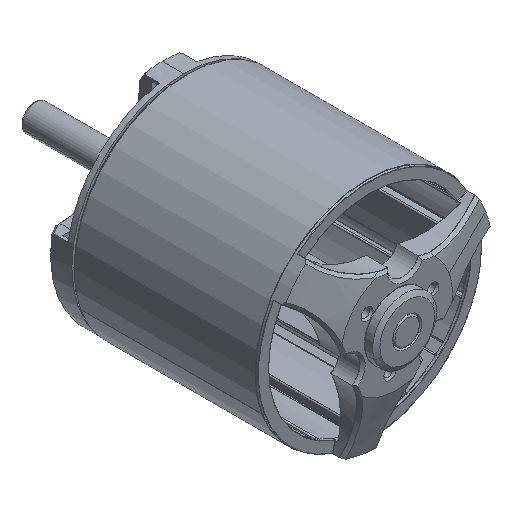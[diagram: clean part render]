
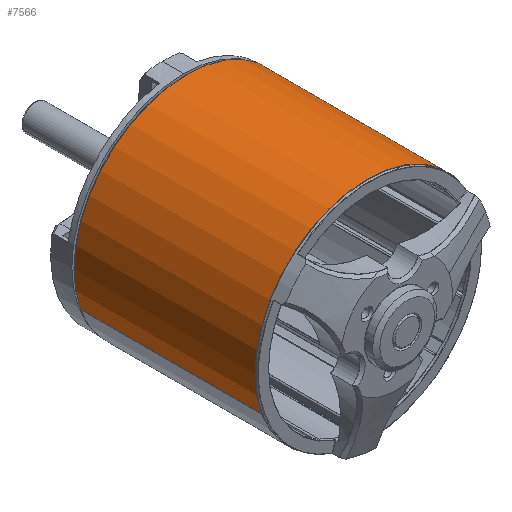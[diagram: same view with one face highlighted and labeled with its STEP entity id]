
A CAD part, isometric view. The second image highlights one B-rep face of the part: STEP entity #7566.
In plain terms, the highlighted cylindrical face has radius 21.1 mm (diameter 42.2 mm), a partial arc.
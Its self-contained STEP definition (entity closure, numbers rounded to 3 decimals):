
#720 = CARTESIAN_POINT ( 'NONE',  ( 0., 0., 0. ) ) ;
#1191 = VERTEX_POINT ( 'NONE', #8299 ) ;
#1337 = ORIENTED_EDGE ( 'NONE', *, *, #7949, .T. ) ;
#1725 = ORIENTED_EDGE ( 'NONE', *, *, #8890, .F. ) ;
#1803 = DIRECTION ( 'NONE',  ( 0., 1., 0. ) ) ;
#2121 = CARTESIAN_POINT ( 'NONE',  ( 0., 0., -21.1 ) ) ;
#2571 = DIRECTION ( 'NONE',  ( 0., 0., -1. ) ) ;
#3343 = ORIENTED_EDGE ( 'NONE', *, *, #13171, .F. ) ;
#3351 = CARTESIAN_POINT ( 'NONE',  ( 0., -94.18, 21.1 ) ) ;
#4130 = AXIS2_PLACEMENT_3D ( 'NONE', #720, #1803, #6995 ) ;
#4855 = DIRECTION ( 'NONE',  ( 0., 0., 1. ) ) ;
#4957 = CARTESIAN_POINT ( 'NONE',  ( 0., 0., 21.1 ) ) ;
#5188 = CYLINDRICAL_SURFACE ( 'NONE', #5684, 21.1 ) ;
#5684 = AXIS2_PLACEMENT_3D ( 'NONE', #13727, #11204, #4855 ) ;
#6136 = VERTEX_POINT ( 'NONE', #4957 ) ;
#6995 = DIRECTION ( 'NONE',  ( 0., 0., 1. ) ) ;
#7293 = AXIS2_PLACEMENT_3D ( 'NONE', #13710, #13776, #2571 ) ;
#7566 = ADVANCED_FACE ( 'NONE', ( #7689 ), #5188, .T. ) ;
#7689 = FACE_OUTER_BOUND ( 'NONE', #15058, .T. ) ;
#7949 = EDGE_CURVE ( 'NONE', #1191, #8053, #14513, .T. ) ;
#8053 = VERTEX_POINT ( 'NONE', #10504 ) ;
#8299 = CARTESIAN_POINT ( 'NONE',  ( 0., -34., -21.1 ) ) ;
#8890 = EDGE_CURVE ( 'NONE', #15156, #6136, #16442, .T. ) ;
#10316 = ORIENTED_EDGE ( 'NONE', *, *, #10763, .T. ) ;
#10393 = CARTESIAN_POINT ( 'NONE',  ( 0., -94.18, -21.1 ) ) ;
#10504 = CARTESIAN_POINT ( 'NONE',  ( 0., -34., 21.1 ) ) ;
#10763 = EDGE_CURVE ( 'NONE', #8053, #6136, #10792, .T. ) ;
#10792 = LINE ( 'NONE', #3351, #12745 ) ;
#11204 = DIRECTION ( 'NONE',  ( 0., 1., 0. ) ) ;
#11907 = LINE ( 'NONE', #10393, #16018 ) ;
#12385 = DIRECTION ( 'NONE',  ( 0., 1., 0. ) ) ;
#12745 = VECTOR ( 'NONE', #12385, 1000. ) ;
#13171 = EDGE_CURVE ( 'NONE', #1191, #15156, #11907, .T. ) ;
#13710 = CARTESIAN_POINT ( 'NONE',  ( 0., -34., 0. ) ) ;
#13727 = CARTESIAN_POINT ( 'NONE',  ( 0., -94.18, 0. ) ) ;
#13776 = DIRECTION ( 'NONE',  ( 0., 1., 0. ) ) ;
#14513 = CIRCLE ( 'NONE', #7293, 21.1 ) ;
#15058 = EDGE_LOOP ( 'NONE', ( #3343, #1337, #10316, #1725 ) ) ;
#15156 = VERTEX_POINT ( 'NONE', #2121 ) ;
#15506 = DIRECTION ( 'NONE',  ( 0., 1., 0. ) ) ;
#16018 = VECTOR ( 'NONE', #15506, 1000. ) ;
#16442 = CIRCLE ( 'NONE', #4130, 21.1 ) ;
